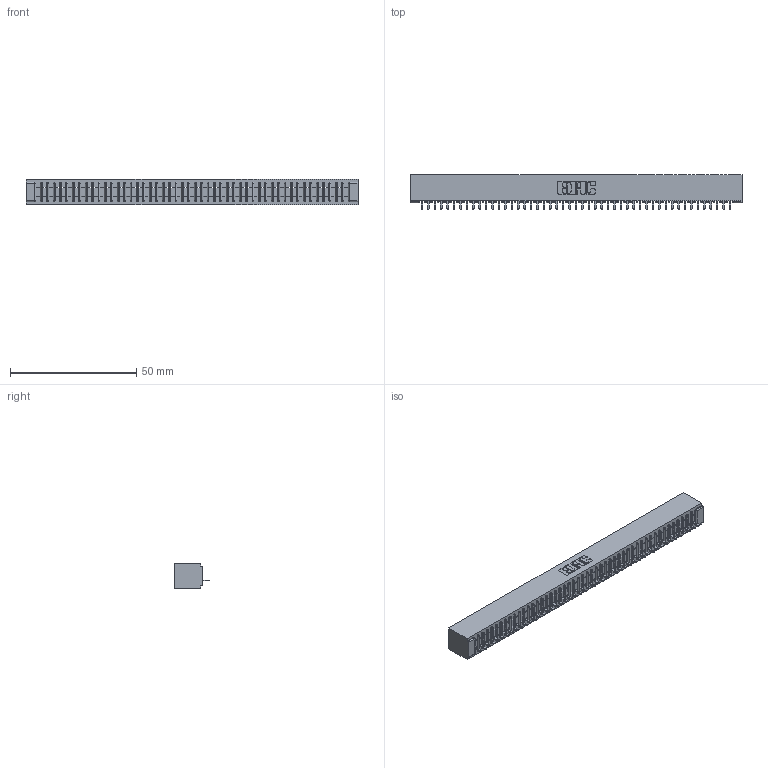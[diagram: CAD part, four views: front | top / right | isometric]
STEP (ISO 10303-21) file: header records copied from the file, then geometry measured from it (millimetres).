
FILE_DESCRIPTION (( 'STEP AP203' ), '1' );
FILE_NAME ('341-049-524-101.STEP', '2018-08-07T12:10:18', ( '' ), ( '' ), 'SwSTEP 2.0', 'SolidWorks 2016', '' );
FILE_SCHEMA (( 'CONFIG_CONTROL_DESIGN' ));
Length unit declared in the file: inch
Products named in the file (3): 341 Part_No Mounting Lugs; 341-292-001_341-292-124; 341-049-524-101
Assembly tree (50 placements, depth 2):
  341-049-524-101
    341 Part_No Mounting Lugs
    341-292-001_341-292-124  x49
Bounding box: 131.44 x 13.64 x 10.16 mm (x, y, z)
Volume: 9593.3 mm3; surface area: 15378.1 mm2
Topology: 50 solids, 50 shells, 4126 faces, 11905 edges, 7638 vertices
Faces by surface type: plane 2563, cylinder 1367, sphere 100, torus 96
Entity records: 56522 total; most frequent: CARTESIAN_POINT 9606, ORIENTED_EDGE 9594, DIRECTION 9265, EDGE_CURVE 4797, LINE 3887, VECTOR 3887, VERTEX_POINT 3030, AXIS2_PLACEMENT_3D 2689
